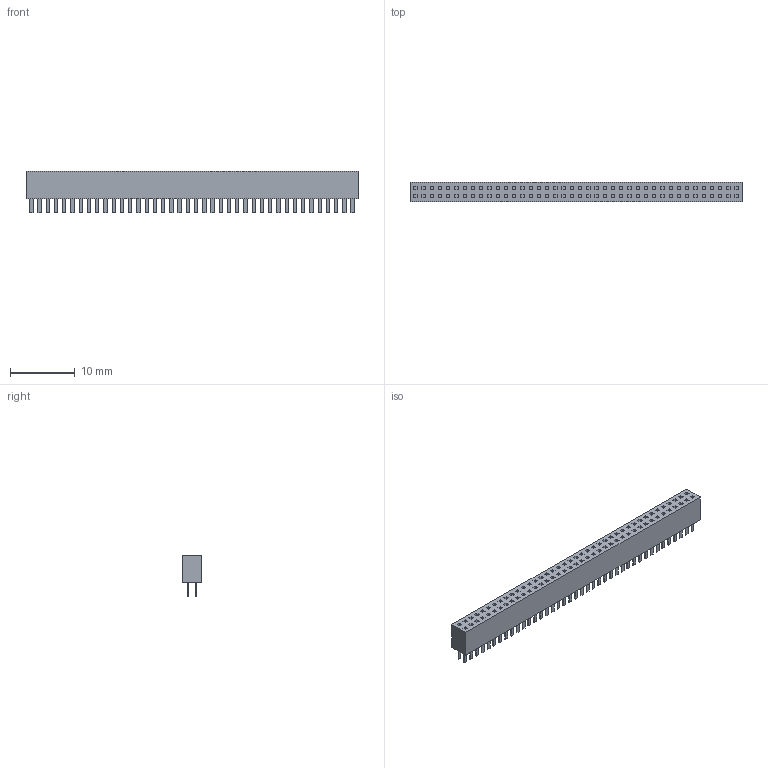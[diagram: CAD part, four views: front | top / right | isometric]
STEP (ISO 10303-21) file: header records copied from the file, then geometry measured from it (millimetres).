
FILE_DESCRIPTION(/* description */ (''),/* implementation_level */ '2;1');
FILE_NAME(/* name */ 'HOAC_40x2_Female-1.27.step',/* time_stamp */ '2019-07-08T15:12:14-07:00',/* author */ (''),/* organization */ (''),/* preprocessor_version */ 'ST-DEVELOPER v18',/* originating_system */ 'Autodesk Translation Framework v8.2.0.1029',/* authorisation */ '');
FILE_SCHEMA (('AUTOMOTIVE_DESIGN { 1 0 10303 214 3 1 1 }'));
Length unit declared in the file: millimetre
Products named in the file (3): SFML-140-01-S-D; _SFML-140-01-L-D_terminal; _C-40-01-D_pins
Assembly tree (2 placements, depth 2):
  SFML-140-01-S-D
    _SFML-140-01-L-D_terminal
    _C-40-01-D_pins
Bounding box: 51.18 x 3 x 6.45 mm (x, y, z)
Volume: 613.5 mm3; surface area: 1762.5 mm2
Topology: 2 solids, 2 shells, 808 faces, 1944 edges, 1296 vertices
Faces by surface type: plane 808
Entity records: 23816 total; most frequent: CARTESIAN_POINT 4053, ORIENTED_EDGE 3888, DIRECTION 3570, LINE 1944, VECTOR 1944, EDGE_CURVE 1944, VERTEX_POINT 1296, EDGE_LOOP 964
